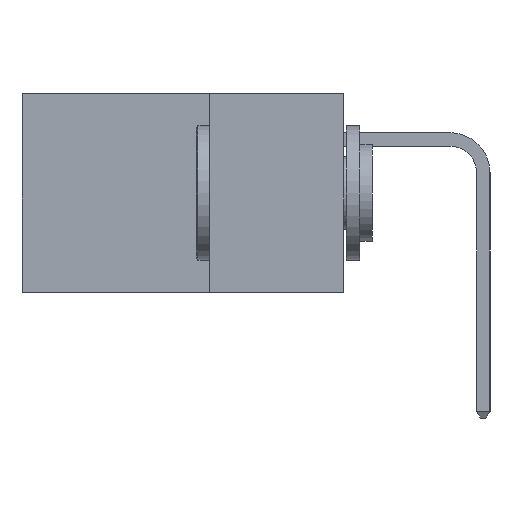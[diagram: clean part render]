
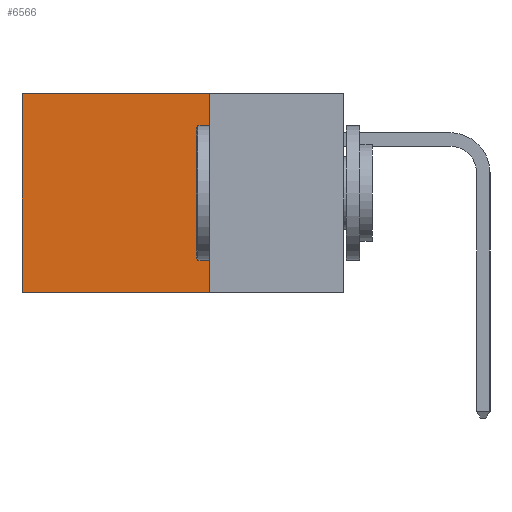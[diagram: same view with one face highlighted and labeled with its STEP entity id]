
A CAD part, left-side view. The second image highlights one B-rep face of the part: STEP entity #6566.
In plain terms, the highlighted planar face has unit normal (-1, 0, 0).
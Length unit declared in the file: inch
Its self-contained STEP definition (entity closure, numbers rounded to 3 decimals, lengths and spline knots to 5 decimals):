
#50 = VECTOR ( 'NONE', #4122, 39.37008 ) ;
#549 = LINE ( 'NONE', #2663, #50 ) ;
#859 = CARTESIAN_POINT ( 'NONE',  ( 0.298, 0.6, -0.37 ) ) ;
#924 = AXIS2_PLACEMENT_3D ( 'NONE', #9173, #9207, #9193 ) ;
#1196 = VERTEX_POINT ( 'NONE', #7728 ) ;
#1959 = VECTOR ( 'NONE', #2009, 39.37008 ) ;
#2009 = DIRECTION ( 'NONE',  ( 0., 1., 0. ) ) ;
#2071 = VECTOR ( 'NONE', #5449, 39.37008 ) ;
#2251 = CARTESIAN_POINT ( 'NONE',  ( 0.298, 0.25, -0.37 ) ) ;
#2318 = LINE ( 'NONE', #4667, #2071 ) ;
#2361 = DIRECTION ( 'NONE',  ( 0., 1., 0. ) ) ;
#2663 = CARTESIAN_POINT ( 'NONE',  ( 0.298, 0.25, 0. ) ) ;
#2695 = LINE ( 'NONE', #2251, #8490 ) ;
#4122 = DIRECTION ( 'NONE',  ( 0., 0., -1. ) ) ;
#4409 = EDGE_LOOP ( 'NONE', ( #6167, #6125, #6050, #5890 ) ) ;
#4667 = CARTESIAN_POINT ( 'NONE',  ( 0.298, 0.6, 0. ) ) ;
#5449 = DIRECTION ( 'NONE',  ( 0., 0., -1. ) ) ;
#5606 = CARTESIAN_POINT ( 'NONE',  ( 0.298, 0.25, 0. ) ) ;
#5792 = CARTESIAN_POINT ( 'NONE',  ( 0.298, 0.25, -0.37 ) ) ;
#5890 = ORIENTED_EDGE ( 'NONE', *, *, #9678, .T. ) ;
#6050 = ORIENTED_EDGE ( 'NONE', *, *, #8797, .F. ) ;
#6125 = ORIENTED_EDGE ( 'NONE', *, *, #7552, .F. ) ;
#6132 = FACE_OUTER_BOUND ( 'NONE', #4409, .T. ) ;
#6167 = ORIENTED_EDGE ( 'NONE', *, *, #9446, .T. ) ;
#6566 = ADVANCED_FACE ( 'NONE', ( #6132 ), #9143, .F. ) ;
#7317 = VERTEX_POINT ( 'NONE', #5606 ) ;
#7552 = EDGE_CURVE ( 'NONE', #8252, #8604, #2695, .T. ) ;
#7728 = CARTESIAN_POINT ( 'NONE',  ( 0.298, 0.6, 0. ) ) ;
#8049 = CARTESIAN_POINT ( 'NONE',  ( 0.298, 0.25, 0. ) ) ;
#8252 = VERTEX_POINT ( 'NONE', #5792 ) ;
#8490 = VECTOR ( 'NONE', #2361, 39.37008 ) ;
#8604 = VERTEX_POINT ( 'NONE', #859 ) ;
#8797 = EDGE_CURVE ( 'NONE', #7317, #8252, #549, .T. ) ;
#9143 = PLANE ( 'NONE',  #924 ) ;
#9173 = CARTESIAN_POINT ( 'NONE',  ( 0.298, 0.25, 0. ) ) ;
#9193 = DIRECTION ( 'NONE',  ( 0., 0., -1. ) ) ;
#9207 = DIRECTION ( 'NONE',  ( 1., 0., 0. ) ) ;
#9446 = EDGE_CURVE ( 'NONE', #1196, #8604, #2318, .T. ) ;
#9678 = EDGE_CURVE ( 'NONE', #7317, #1196, #9688, .T. ) ;
#9688 = LINE ( 'NONE', #8049, #1959 ) ;
